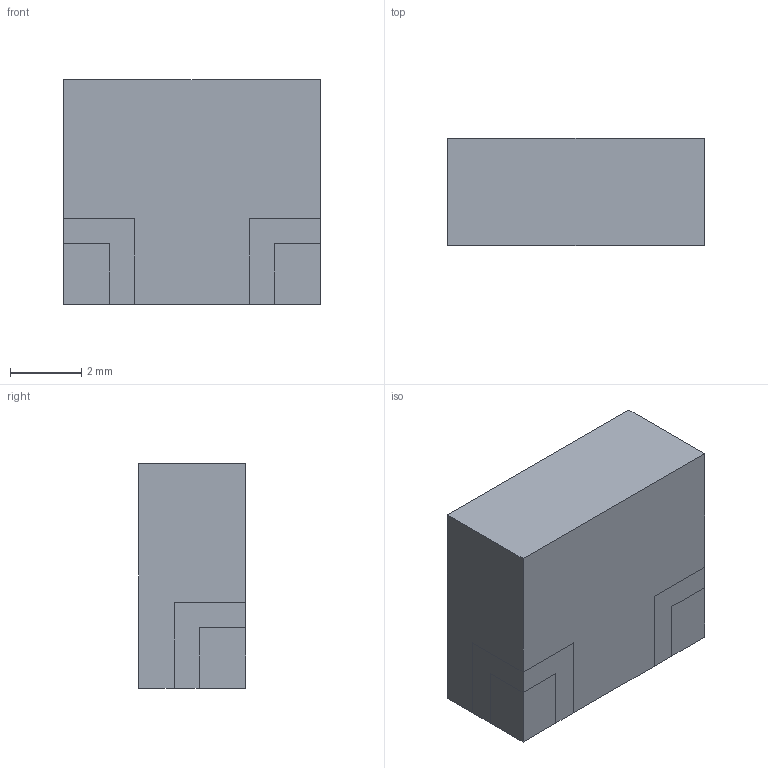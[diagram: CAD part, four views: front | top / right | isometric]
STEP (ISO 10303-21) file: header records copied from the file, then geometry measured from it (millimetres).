
FILE_DESCRIPTION (( 'STEP AP214' ), '1' );
FILE_NAME ('DBP2450XA_Web.STEP', '2024-12-19T00:42:12', ( '' ), ( '' ), 'SwSTEP 2.0', 'SolidWorks 2022', '' );
FILE_SCHEMA (( 'AUTOMOTIVE_DESIGN' ));
Length unit declared in the file: millimetre
Products named in the file (1): DBP2450XA_Web
Bounding box: 7.2 x 3 x 6.3 mm (x, y, z)
Volume: 136.2 mm3; surface area: 171.9 mm2
Topology: 1 solids, 1 shells, 430 faces, 1209 edges, 806 vertices
Faces by surface type: plane 372, bspline 58
Entity records: 20434 total; most frequent: CARTESIAN_POINT 5136, ORIENTED_EDGE 2418, DIRECTION 1839, EDGE_CURVE 1209, VECTOR 1093, LINE 1093, VERTEX_POINT 806, EDGE_LOOP 455
